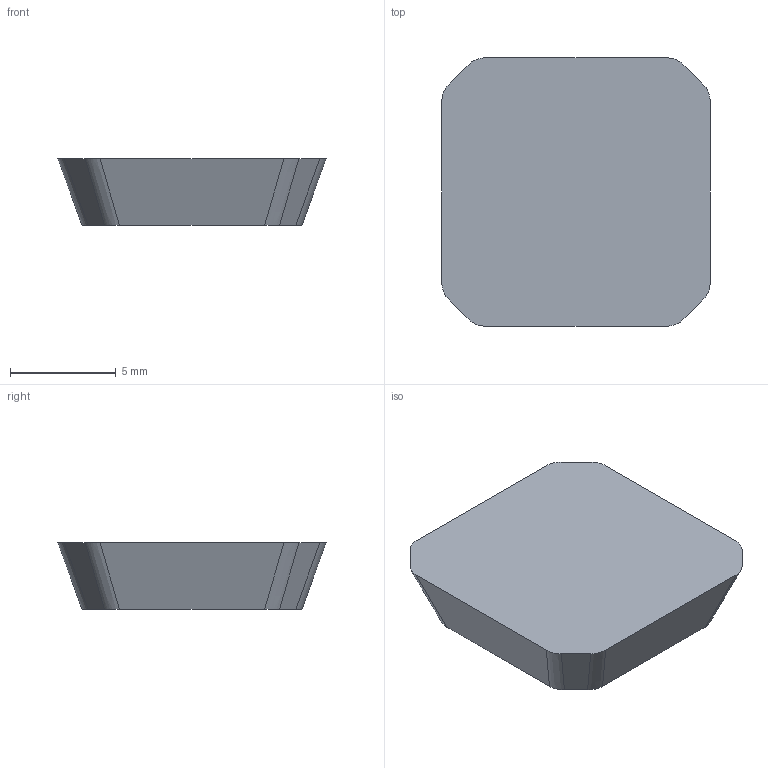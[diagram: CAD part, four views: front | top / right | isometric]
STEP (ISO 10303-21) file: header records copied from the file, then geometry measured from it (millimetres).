
FILE_DESCRIPTION((''),'2;1');
FILE_NAME('SEER1203AFEN-JS','2017-06-05T',('tlyz03'),('PTC Japan'),'CREO PARAMETRIC BY PTC INC, 2016260','CREO PARAMETRIC BY PTC INC, 2016260','');
FILE_SCHEMA(('AUTOMOTIVE_DESIGN { 1 0 10303 214 1 1 1 1 }'));
Length unit declared in the file: millimetre
Products named in the file (1): SEER1203AFEN-JS
Bounding box: 12.7 x 12.7 x 3.13 mm (x, y, z)
Volume: 405.6 mm3; surface area: 403.5 mm2
Topology: 1 solids, 1 shells, 18 faces, 48 edges, 32 vertices
Faces by surface type: plane 10, bspline 8
Entity records: 1047 total; most frequent: CARTESIAN_POINT 414, ORIENTED_EDGE 96, DIRECTION 56, PRESENTATION_STYLE_ASSIGNMENT 50, STYLED_ITEM 50, CURVE_STYLE 49, EDGE_CURVE 48, VECTOR 32
